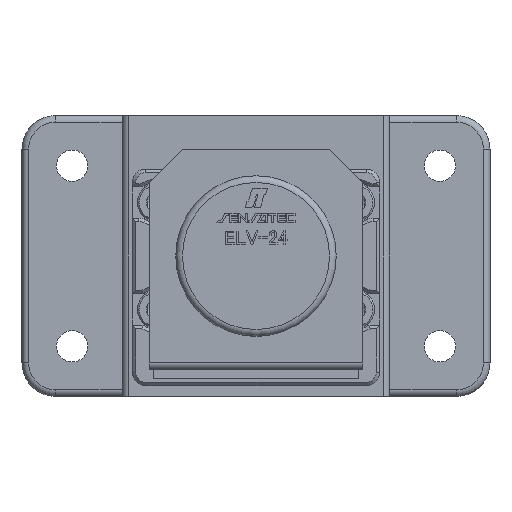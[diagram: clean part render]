
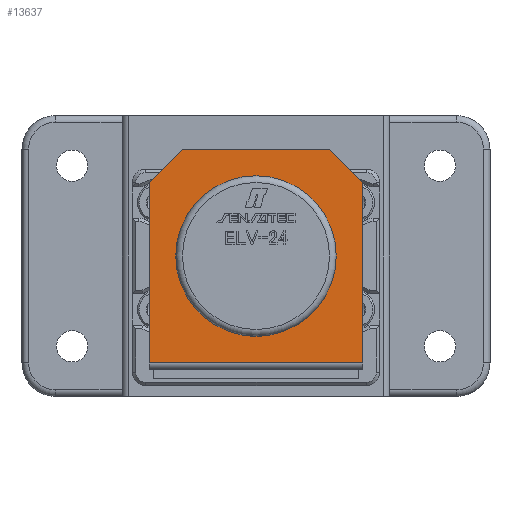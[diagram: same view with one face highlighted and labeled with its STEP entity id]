
A CAD part, front view. The second image highlights one B-rep face of the part: STEP entity #13637.
In plain terms, the highlighted planar face has unit normal (0, -1, 0).
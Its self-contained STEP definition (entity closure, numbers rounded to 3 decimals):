
#926=FACE_BOUND('',#2723,.T.);
#927=FACE_BOUND('',#2724,.T.);
#1301=CIRCLE('',#15008,5.);
#1303=CIRCLE('',#15011,1.5);
#1857=FACE_OUTER_BOUND('',#2722,.T.);
#2722=EDGE_LOOP('',(#10727,#10728,#10729,#10730,#10731,#10732));
#2723=EDGE_LOOP('',(#10733));
#2724=EDGE_LOOP('',(#10734));
#3724=LINE('',#22141,#4903);
#3729=LINE('',#22154,#4908);
#3730=LINE('',#22156,#4909);
#3731=LINE('',#22158,#4910);
#3732=LINE('',#22159,#4911);
#3733=LINE('',#22160,#4912);
#4903=VECTOR('',#17685,1000.);
#4908=VECTOR('',#17702,1000.);
#4909=VECTOR('',#17703,1000.);
#4910=VECTOR('',#17704,1000.);
#4911=VECTOR('',#17705,1000.);
#4912=VECTOR('',#17706,1000.);
#6108=VERTEX_POINT('',#22078);
#6110=VERTEX_POINT('',#22084);
#6132=VERTEX_POINT('',#22138);
#6133=VERTEX_POINT('',#22140);
#6134=VERTEX_POINT('',#22149);
#6135=VERTEX_POINT('',#22153);
#6136=VERTEX_POINT('',#22155);
#6137=VERTEX_POINT('',#22157);
#7735=EDGE_CURVE('',#6108,#6108,#1301,.T.);
#7738=EDGE_CURVE('',#6110,#6110,#1303,.T.);
#7765=EDGE_CURVE('',#6132,#6133,#3724,.T.);
#7772=EDGE_CURVE('',#6132,#6135,#3729,.T.);
#7773=EDGE_CURVE('',#6136,#6135,#3730,.T.);
#7774=EDGE_CURVE('',#6136,#6137,#3731,.T.);
#7775=EDGE_CURVE('',#6137,#6134,#3732,.T.);
#7776=EDGE_CURVE('',#6134,#6133,#3733,.T.);
#10727=ORIENTED_EDGE('',*,*,#7765,.F.);
#10728=ORIENTED_EDGE('',*,*,#7772,.T.);
#10729=ORIENTED_EDGE('',*,*,#7773,.F.);
#10730=ORIENTED_EDGE('',*,*,#7774,.T.);
#10731=ORIENTED_EDGE('',*,*,#7775,.T.);
#10732=ORIENTED_EDGE('',*,*,#7776,.T.);
#10733=ORIENTED_EDGE('',*,*,#7735,.F.);
#10734=ORIENTED_EDGE('',*,*,#7738,.F.);
#12954=PLANE('',#15022);
#13637=ADVANCED_FACE('',(#1857,#926,#927),#12954,.T.);
#15008=AXIS2_PLACEMENT_3D('',#22080,#17640,#17641);
#15011=AXIS2_PLACEMENT_3D('',#22086,#17647,#17648);
#15022=AXIS2_PLACEMENT_3D('',#22152,#17700,#17701);
#17640=DIRECTION('center_axis',(0.,-1.,0.));
#17641=DIRECTION('ref_axis',(0.,0.,-1.));
#17647=DIRECTION('center_axis',(0.,-1.,0.));
#17648=DIRECTION('ref_axis',(0.,0.,-1.));
#17685=DIRECTION('',(0.,0.,1.));
#17700=DIRECTION('center_axis',(0.,-1.,0.));
#17701=DIRECTION('ref_axis',(0.,0.,-1.));
#17702=DIRECTION('',(0.707,0.,-0.707));
#17703=DIRECTION('',(-1.,0.,0.));
#17704=DIRECTION('',(0.707,0.,0.707));
#17705=DIRECTION('',(0.,0.,1.));
#17706=DIRECTION('',(-1.,0.,0.));
#22078=CARTESIAN_POINT('',(0.,-1.,5.));
#22080=CARTESIAN_POINT('Origin',(0.,-1.,0.));
#22084=CARTESIAN_POINT('',(-9.,-1.,1.5));
#22086=CARTESIAN_POINT('Origin',(-9.,-1.,0.));
#22138=CARTESIAN_POINT('',(-16.,-1.,-11.));
#22140=CARTESIAN_POINT('',(-16.,-1.,16.));
#22141=CARTESIAN_POINT('',(-16.,-1.,-16.));
#22149=CARTESIAN_POINT('',(16.,-1.,16.));
#22152=CARTESIAN_POINT('Origin',(16.,-1.,-16.));
#22153=CARTESIAN_POINT('',(-11.,-1.,-16.));
#22154=CARTESIAN_POINT('',(2.5,-1.,-29.5));
#22155=CARTESIAN_POINT('',(11.,-1.,-16.));
#22156=CARTESIAN_POINT('',(16.,-1.,-16.));
#22157=CARTESIAN_POINT('',(16.,-1.,-11.));
#22158=CARTESIAN_POINT('',(13.5,-1.,-13.5));
#22159=CARTESIAN_POINT('',(16.,-1.,-16.));
#22160=CARTESIAN_POINT('',(16.,-1.,16.));
